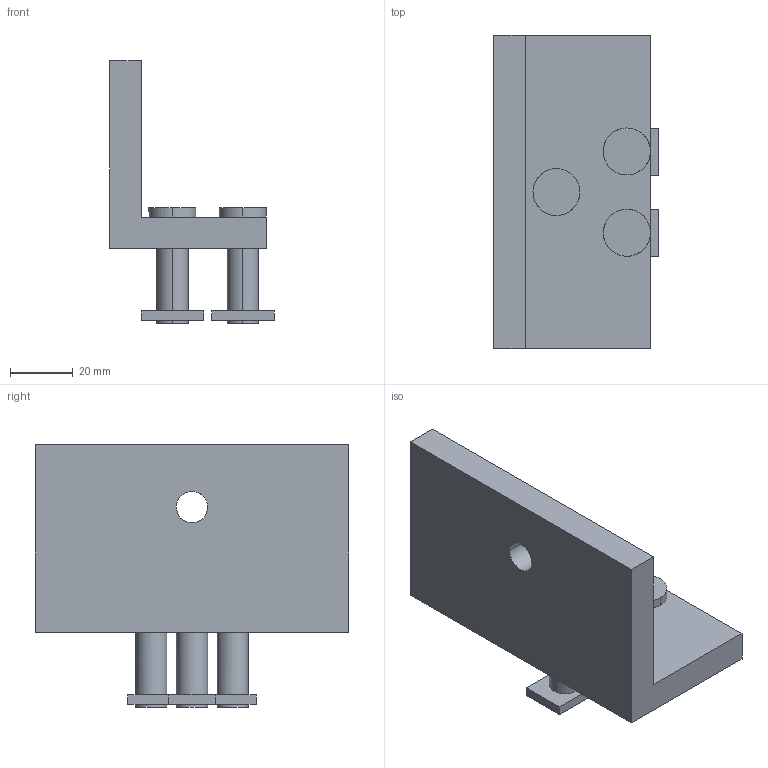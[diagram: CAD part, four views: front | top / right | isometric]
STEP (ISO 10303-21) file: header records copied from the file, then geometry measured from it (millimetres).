
FILE_DESCRIPTION(('Open CASCADE Model'),'2;1');
FILE_NAME('Open CASCADE Shape Model','2008-07-24T15:03:24',( '--- Datakit Converter ---'),('--- Datakit www.datakit.com---'), ' Release Version Jun 30 2008','Open CASCADE 6.1',' ');
FILE_SCHEMA(('AUTOMOTIVE_DESIGN { 1 0 10303 214 1 1 1 1 }'));
Length unit declared in the file: millimetre
Products named in the file (5): l-bracket assembly; nut-bolt assembly; nut; bolt; l-bracket
Assembly tree (6 placements, depth 3):
  l-bracket assembly
    nut-bolt assembly  x3
      nut
      bolt
    l-bracket
Bounding box: 52.5 x 100 x 84 mm (x, y, z)
Volume: 108453.9 mm3; surface area: 31558.7 mm2
Topology: 7 solids, 7 shells, 61 faces, 132 edges, 88 vertices
Faces by surface type: plane 35, bspline 26
Entity records: 3181 total; most frequent: CARTESIAN_POINT 1786, DIRECTION 180, ORIENTED_EDGE 144, PCURVE 144, DEFINITIONAL_REPRESENTATION 144, LINE 132, VECTOR 132, EDGE_CURVE 72
